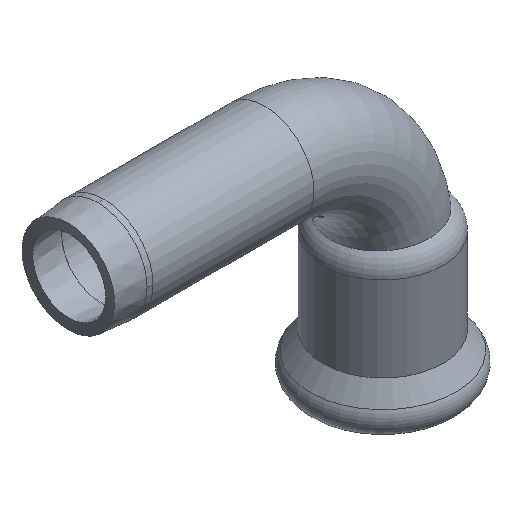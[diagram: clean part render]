
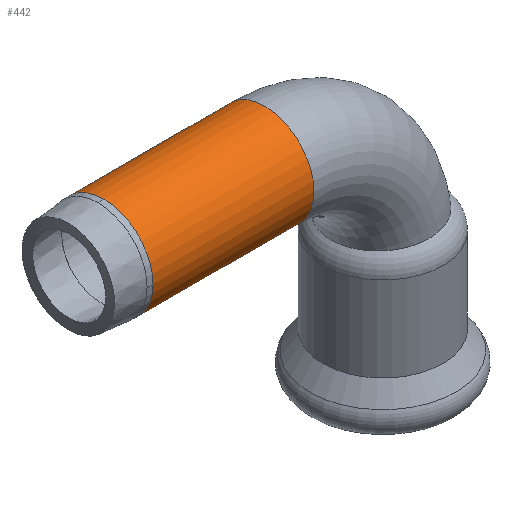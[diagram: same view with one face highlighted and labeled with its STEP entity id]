
A CAD part, isometric view. The second image highlights one B-rep face of the part: STEP entity #442.
In plain terms, the highlighted cylindrical face has radius 7.5 mm (diameter 15 mm), a full revolution.
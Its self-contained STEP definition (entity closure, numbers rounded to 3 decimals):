
#15=CYLINDRICAL_SURFACE('',#508,7.5);
#64=FACE_OUTER_BOUND('',#93,.T.);
#93=EDGE_LOOP('',(#312,#313,#314,#315,#316,#317,#318,#319));
#117=LINE('',#857,#127);
#127=VECTOR('',#598,7.5);
#144=CIRCLE('',#498,7.5);
#146=CIRCLE('',#500,7.5);
#148=CIRCLE('',#502,7.5);
#149=CIRCLE('',#503,7.5);
#150=CIRCLE('',#505,7.5);
#152=CIRCLE('',#507,7.5);
#180=VERTEX_POINT('',#721);
#181=VERTEX_POINT('',#723);
#182=VERTEX_POINT('',#750);
#183=VERTEX_POINT('',#777);
#184=VERTEX_POINT('',#806);
#185=VERTEX_POINT('',#807);
#223=EDGE_CURVE('',#180,#181,#144,.T.);
#225=EDGE_CURVE('',#182,#180,#146,.T.);
#227=EDGE_CURVE('',#181,#183,#148,.T.);
#228=EDGE_CURVE('',#183,#182,#149,.T.);
#229=EDGE_CURVE('',#184,#185,#150,.T.);
#233=EDGE_CURVE('',#185,#184,#152,.T.);
#234=EDGE_CURVE('',#184,#183,#117,.T.);
#312=ORIENTED_EDGE('',*,*,#229,.F.);
#313=ORIENTED_EDGE('',*,*,#234,.T.);
#314=ORIENTED_EDGE('',*,*,#228,.T.);
#315=ORIENTED_EDGE('',*,*,#225,.T.);
#316=ORIENTED_EDGE('',*,*,#223,.T.);
#317=ORIENTED_EDGE('',*,*,#227,.T.);
#318=ORIENTED_EDGE('',*,*,#234,.F.);
#319=ORIENTED_EDGE('',*,*,#233,.F.);
#442=ADVANCED_FACE('',(#64),#15,.T.);
#498=AXIS2_PLACEMENT_3D('',#725,#576,#577);
#500=AXIS2_PLACEMENT_3D('',#752,#580,#581);
#502=AXIS2_PLACEMENT_3D('',#779,#584,#585);
#503=AXIS2_PLACEMENT_3D('',#804,#586,#587);
#505=AXIS2_PLACEMENT_3D('',#808,#590,#591);
#507=AXIS2_PLACEMENT_3D('',#855,#594,#595);
#508=AXIS2_PLACEMENT_3D('',#856,#596,#597);
#576=DIRECTION('center_axis',(1.,0.,0.));
#577=DIRECTION('ref_axis',(0.,0.,-1.));
#580=DIRECTION('center_axis',(1.,0.,0.));
#581=DIRECTION('ref_axis',(0.,-1.,0.));
#584=DIRECTION('center_axis',(1.,0.,0.));
#585=DIRECTION('ref_axis',(0.,1.,0.));
#586=DIRECTION('center_axis',(1.,0.,0.));
#587=DIRECTION('ref_axis',(0.,0.,1.));
#590=DIRECTION('center_axis',(1.,0.,0.));
#591=DIRECTION('ref_axis',(0.,-1.,0.));
#594=DIRECTION('center_axis',(1.,0.,0.));
#595=DIRECTION('ref_axis',(0.,-1.,0.));
#596=DIRECTION('center_axis',(1.,0.,0.));
#597=DIRECTION('ref_axis',(0.,-1.,0.));
#598=DIRECTION('',(-1.,0.,0.));
#721=CARTESIAN_POINT('',(-42.563,-7.5,0.));
#723=CARTESIAN_POINT('',(-42.563,0.,-7.5));
#725=CARTESIAN_POINT('Origin',(-42.563,0.,0.));
#750=CARTESIAN_POINT('',(-42.563,0.,7.5));
#752=CARTESIAN_POINT('Origin',(-42.563,0.,0.));
#777=CARTESIAN_POINT('',(-42.563,7.5,0.));
#779=CARTESIAN_POINT('Origin',(-42.563,0.,0.));
#804=CARTESIAN_POINT('Origin',(-42.563,0.,0.));
#806=CARTESIAN_POINT('',(-18.,7.5,0.));
#807=CARTESIAN_POINT('',(-18.,0.,-7.5));
#808=CARTESIAN_POINT('Origin',(-18.,0.,0.));
#855=CARTESIAN_POINT('Origin',(-18.,0.,0.));
#856=CARTESIAN_POINT('Origin',(-33.,0.,0.));
#857=CARTESIAN_POINT('',(-33.,7.5,0.));
